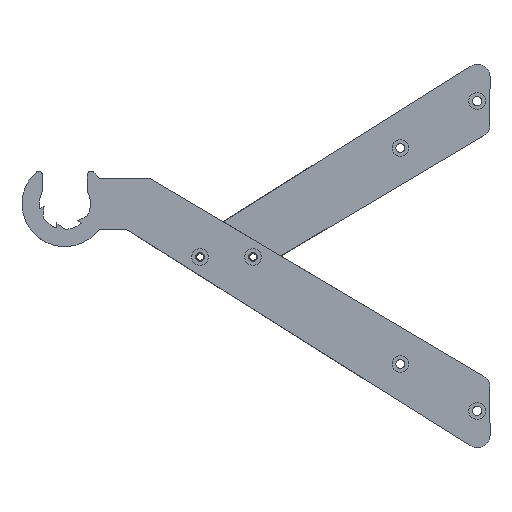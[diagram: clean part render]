
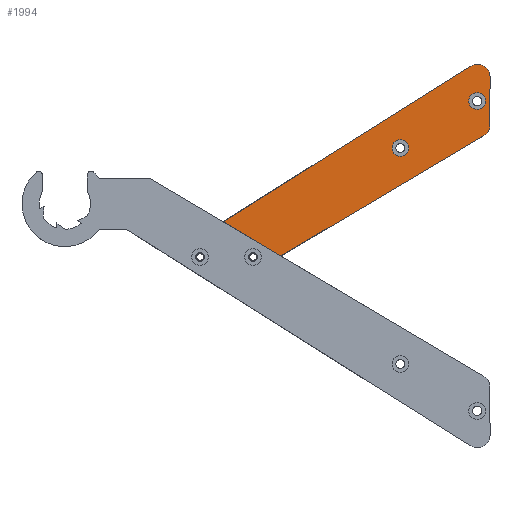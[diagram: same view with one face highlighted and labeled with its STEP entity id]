
A CAD part, top view. The second image highlights one B-rep face of the part: STEP entity #1994.
In plain terms, the highlighted planar face has unit normal (0, 0, 1).
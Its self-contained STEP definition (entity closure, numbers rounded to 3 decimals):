
#7 = ORIENTED_EDGE ( 'NONE', *, *, #553, .T. ) ;
#21 = EDGE_CURVE ( 'NONE', #1439, #641, #391, .T. ) ;
#65 = LINE ( 'NONE', #2294, #1032 ) ;
#80 = ORIENTED_EDGE ( 'NONE', *, *, #674, .F. ) ;
#83 = EDGE_LOOP ( 'NONE', ( #2212, #155 ) ) ;
#87 = DIRECTION ( 'NONE',  ( 0., 0., 1. ) ) ;
#99 = CARTESIAN_POINT ( 'NONE',  ( 133.74, 50.098, 8. ) ) ;
#146 = CIRCLE ( 'NONE', #698, 3.25 ) ;
#147 = EDGE_CURVE ( 'NONE', #1447, #1548, #65, .T. ) ;
#155 = ORIENTED_EDGE ( 'NONE', *, *, #2366, .F. ) ;
#190 = EDGE_CURVE ( 'NONE', #1447, #763, #1450, .T. ) ;
#202 = DIRECTION ( 'NONE',  ( 0., 1., 0. ) ) ;
#246 = EDGE_CURVE ( 'NONE', #866, #982, #1571, .T. ) ;
#267 = DIRECTION ( 'NONE',  ( 0.846, 0.533, 0. ) ) ;
#273 = CARTESIAN_POINT ( 'NONE',  ( 136.99, 40.84, 8. ) ) ;
#288 = VECTOR ( 'NONE', #267, 1000. ) ;
#328 = CARTESIAN_POINT ( 'NONE',  ( 60.292, -10.388, 8. ) ) ;
#367 = CIRCLE ( 'NONE', #1227, 3.25 ) ;
#391 = CIRCLE ( 'NONE', #1415, 5. ) ;
#393 = CARTESIAN_POINT ( 'NONE',  ( 134.328, 63.741, 8. ) ) ;
#444 = CARTESIAN_POINT ( 'NONE',  ( 136.99, 50.098, 8. ) ) ;
#524 = AXIS2_PLACEMENT_3D ( 'NONE', #444, #1187, #1567 ) ;
#553 = EDGE_CURVE ( 'NONE', #763, #1439, #977, .T. ) ;
#561 = CARTESIAN_POINT ( 'NONE',  ( 332.361, -175.388, 8. ) ) ;
#580 = AXIS2_PLACEMENT_3D ( 'NONE', #1003, #1015, #1558 ) ;
#599 = CARTESIAN_POINT ( 'NONE',  ( 37.737, 2.967, 8. ) ) ;
#612 = DIRECTION ( 'NONE',  ( -0.86, -0.51, 0. ) ) ;
#632 = EDGE_CURVE ( 'NONE', #982, #866, #367, .T. ) ;
#641 = VERTEX_POINT ( 'NONE', #393 ) ;
#674 = EDGE_CURVE ( 'NONE', #2118, #641, #2114, .T. ) ;
#698 = AXIS2_PLACEMENT_3D ( 'NONE', #1027, #2159, #1599 ) ;
#718 = FACE_BOUND ( 'NONE', #1775, .T. ) ;
#763 = VERTEX_POINT ( 'NONE', #1646 ) ;
#866 = VERTEX_POINT ( 'NONE', #1359 ) ;
#881 = CARTESIAN_POINT ( 'NONE',  ( 139.538, 36.538, 8. ) ) ;
#899 = FACE_OUTER_BOUND ( 'NONE', #1294, .T. ) ;
#923 = CARTESIAN_POINT ( 'NONE',  ( 136.99, 59.509, 8. ) ) ;
#958 = ORIENTED_EDGE ( 'NONE', *, *, #147, .F. ) ;
#977 = LINE ( 'NONE', #1130, #2269 ) ;
#982 = VERTEX_POINT ( 'NONE', #99 ) ;
#988 = CARTESIAN_POINT ( 'NONE',  ( 136.99, 50.098, 8. ) ) ;
#1003 = CARTESIAN_POINT ( 'NONE',  ( 106.99, 31.782, 8. ) ) ;
#1015 = DIRECTION ( 'NONE',  ( 0., 0., 1. ) ) ;
#1027 = CARTESIAN_POINT ( 'NONE',  ( 106.99, 31.782, 8. ) ) ;
#1032 = VECTOR ( 'NONE', #612, 1000. ) ;
#1047 = VERTEX_POINT ( 'NONE', #2110 ) ;
#1079 = VECTOR ( 'NONE', #2134, 1000. ) ;
#1122 = DIRECTION ( 'NONE',  ( -1., 0., 0. ) ) ;
#1130 = CARTESIAN_POINT ( 'NONE',  ( 141.99, 37.99, 8. ) ) ;
#1154 = CIRCLE ( 'NONE', #580, 3.25 ) ;
#1187 = DIRECTION ( 'NONE',  ( 0., 0., 1. ) ) ;
#1227 = AXIS2_PLACEMENT_3D ( 'NONE', #988, #1736, #1122 ) ;
#1255 = CARTESIAN_POINT ( 'NONE',  ( 32.404, -0.388, 8. ) ) ;
#1261 = AXIS2_PLACEMENT_3D ( 'NONE', #273, #87, #1794 ) ;
#1278 = PLANE ( 'NONE',  #2239 ) ;
#1282 = VERTEX_POINT ( 'NONE', #1738 ) ;
#1294 = EDGE_LOOP ( 'NONE', ( #1781, #958, #1869, #7, #1509, #80 ) ) ;
#1300 = DIRECTION ( 'NONE',  ( -1., 0., 0. ) ) ;
#1359 = CARTESIAN_POINT ( 'NONE',  ( 140.24, 50.098, 8. ) ) ;
#1389 = CARTESIAN_POINT ( 'NONE',  ( 334.067, -172.507, 8. ) ) ;
#1415 = AXIS2_PLACEMENT_3D ( 'NONE', #923, #1818, #1300 ) ;
#1439 = VERTEX_POINT ( 'NONE', #1987 ) ;
#1447 = VERTEX_POINT ( 'NONE', #881 ) ;
#1450 = CIRCLE ( 'NONE', #1261, 5. ) ;
#1469 = ORIENTED_EDGE ( 'NONE', *, *, #246, .F. ) ;
#1509 = ORIENTED_EDGE ( 'NONE', *, *, #21, .T. ) ;
#1548 = VERTEX_POINT ( 'NONE', #328 ) ;
#1558 = DIRECTION ( 'NONE',  ( -1., 0., 0. ) ) ;
#1567 = DIRECTION ( 'NONE',  ( -1., 0., 0. ) ) ;
#1571 = CIRCLE ( 'NONE', #524, 3.25 ) ;
#1599 = DIRECTION ( 'NONE',  ( -1., 0., 0. ) ) ;
#1609 = LINE ( 'NONE', #1389, #1079 ) ;
#1646 = CARTESIAN_POINT ( 'NONE',  ( 141.99, 40.84, 8. ) ) ;
#1648 = FACE_BOUND ( 'NONE', #83, .T. ) ;
#1736 = DIRECTION ( 'NONE',  ( 0., 0., 1. ) ) ;
#1738 = CARTESIAN_POINT ( 'NONE',  ( 110.24, 31.782, 8. ) ) ;
#1775 = EDGE_LOOP ( 'NONE', ( #2066, #1469 ) ) ;
#1781 = ORIENTED_EDGE ( 'NONE', *, *, #2346, .T. ) ;
#1794 = DIRECTION ( 'NONE',  ( -1., 0., 0. ) ) ;
#1818 = DIRECTION ( 'NONE',  ( 0., 0., 1. ) ) ;
#1842 = DIRECTION ( 'NONE',  ( 1., 0., 0. ) ) ;
#1869 = ORIENTED_EDGE ( 'NONE', *, *, #190, .T. ) ;
#1987 = CARTESIAN_POINT ( 'NONE',  ( 141.99, 59.509, 8. ) ) ;
#1994 = ADVANCED_FACE ( 'NONE', ( #899, #1648, #718 ), #1278, .T. ) ;
#2024 = DIRECTION ( 'NONE',  ( 0., 0., 1. ) ) ;
#2066 = ORIENTED_EDGE ( 'NONE', *, *, #632, .F. ) ;
#2110 = CARTESIAN_POINT ( 'NONE',  ( 103.74, 31.782, 8. ) ) ;
#2114 = LINE ( 'NONE', #1255, #288 ) ;
#2118 = VERTEX_POINT ( 'NONE', #599 ) ;
#2134 = DIRECTION ( 'NONE',  ( 0.86, -0.51, 0. ) ) ;
#2159 = DIRECTION ( 'NONE',  ( 0., 0., 1. ) ) ;
#2212 = ORIENTED_EDGE ( 'NONE', *, *, #2254, .F. ) ;
#2239 = AXIS2_PLACEMENT_3D ( 'NONE', #561, #2024, #1842 ) ;
#2254 = EDGE_CURVE ( 'NONE', #1047, #1282, #1154, .T. ) ;
#2269 = VECTOR ( 'NONE', #202, 1000. ) ;
#2294 = CARTESIAN_POINT ( 'NONE',  ( 200.404, 72.58, 8. ) ) ;
#2346 = EDGE_CURVE ( 'NONE', #2118, #1548, #1609, .T. ) ;
#2366 = EDGE_CURVE ( 'NONE', #1282, #1047, #146, .T. ) ;
